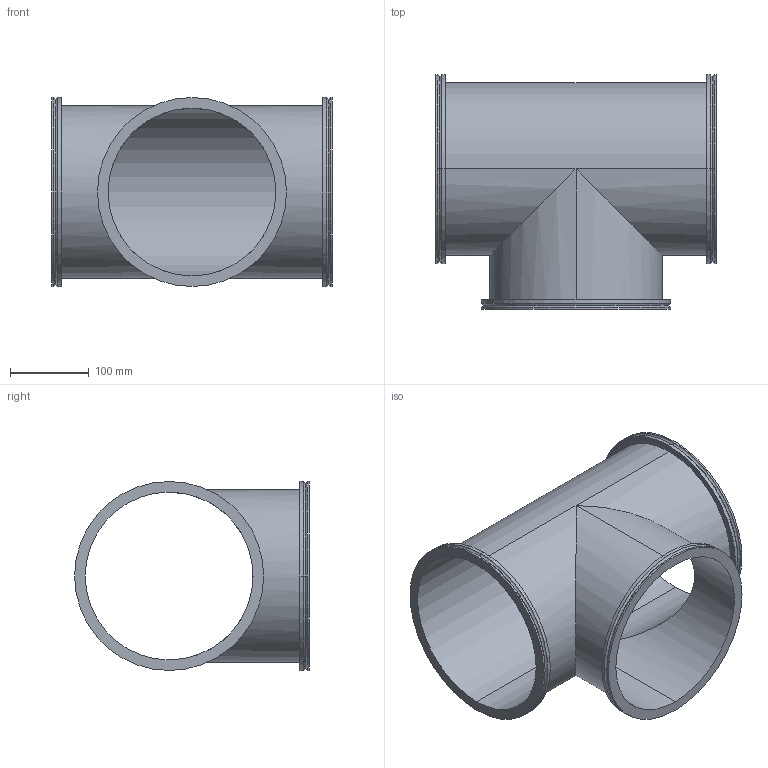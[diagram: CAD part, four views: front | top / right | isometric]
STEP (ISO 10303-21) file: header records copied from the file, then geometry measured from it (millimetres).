
FILE_DESCRIPTION (( 'STEP AP214' ), '1' );
FILE_NAME ('320RTS200.stp', '2017-06-02T07:59:11', ( '' ), ( '' ), 'SwSTEP 2.0', 'SolidWorks 2015', '' );
FILE_SCHEMA (( 'AUTOMOTIVE_DESIGN' ));
Length unit declared in the file: millimetre
Products named in the file (1): 320RTS200
Bounding box: 356 x 298 x 240 mm (x, y, z)
Volume: 1030131.2 mm3; surface area: 623204.1 mm2
Topology: 1 solids, 1 shells, 58 faces, 118 edges, 70 vertices
Faces by surface type: cylinder 34, torus 12, plane 12
Entity records: 2212 total; most frequent: DIRECTION 310, CARTESIAN_POINT 259, ORIENTED_EDGE 236, AXIS2_PLACEMENT_3D 137, EDGE_CURVE 118, CIRCLE 78, VERTEX_POINT 70, EDGE_LOOP 70
